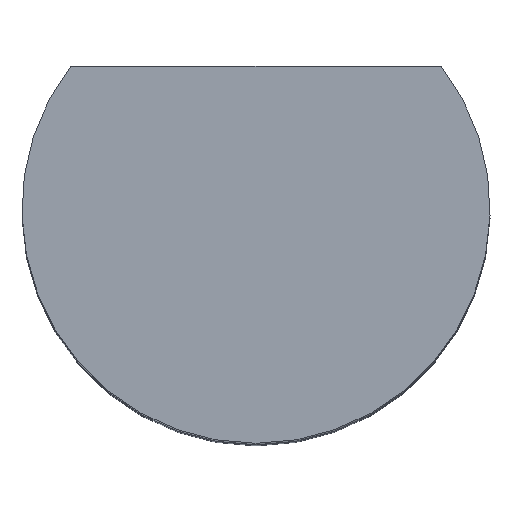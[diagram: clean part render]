
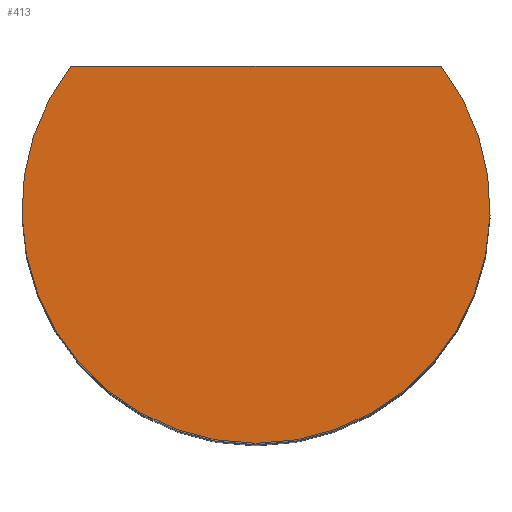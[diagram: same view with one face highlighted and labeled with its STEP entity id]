
A CAD part, top view. The second image highlights one B-rep face of the part: STEP entity #413.
In plain terms, the highlighted planar face has unit normal (0, 0, 1).
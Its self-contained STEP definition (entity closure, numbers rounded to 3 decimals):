
#370 = VERTEX_POINT('',#371);
#371 = CARTESIAN_POINT('',(-3.055,2.36,12.25));
#377 = EDGE_CURVE('',#370,#378,#380,.T.);
#378 = VERTEX_POINT('',#379);
#379 = CARTESIAN_POINT('',(3.055,2.36,12.25));
#380 = LINE('',#381,#382);
#381 = CARTESIAN_POINT('',(-3.055,2.36,12.25));
#382 = VECTOR('',#383,1.);
#383 = DIRECTION('',(1.,0.,0.));
#401 = EDGE_CURVE('',#370,#378,#402,.T.);
#402 = CIRCLE('',#403,3.86);
#403 = AXIS2_PLACEMENT_3D('',#404,#405,#406);
#404 = CARTESIAN_POINT('',(0.,0.,12.25));
#405 = DIRECTION('',(0.,0.,1.));
#406 = DIRECTION('',(1.,0.,0.));
#413 = ADVANCED_FACE('',(#414),#418,.F.);
#414 = FACE_BOUND('',#415,.T.);
#415 = EDGE_LOOP('',(#416,#417));
#416 = ORIENTED_EDGE('',*,*,#401,.T.);
#417 = ORIENTED_EDGE('',*,*,#377,.F.);
#418 = PLANE('',#419);
#419 = AXIS2_PLACEMENT_3D('',#420,#421,#422);
#420 = CARTESIAN_POINT('',(0.,-0.136,12.25));
#421 = DIRECTION('',(-0.,-0.,-1.));
#422 = DIRECTION('',(0.,-1.,0.));
